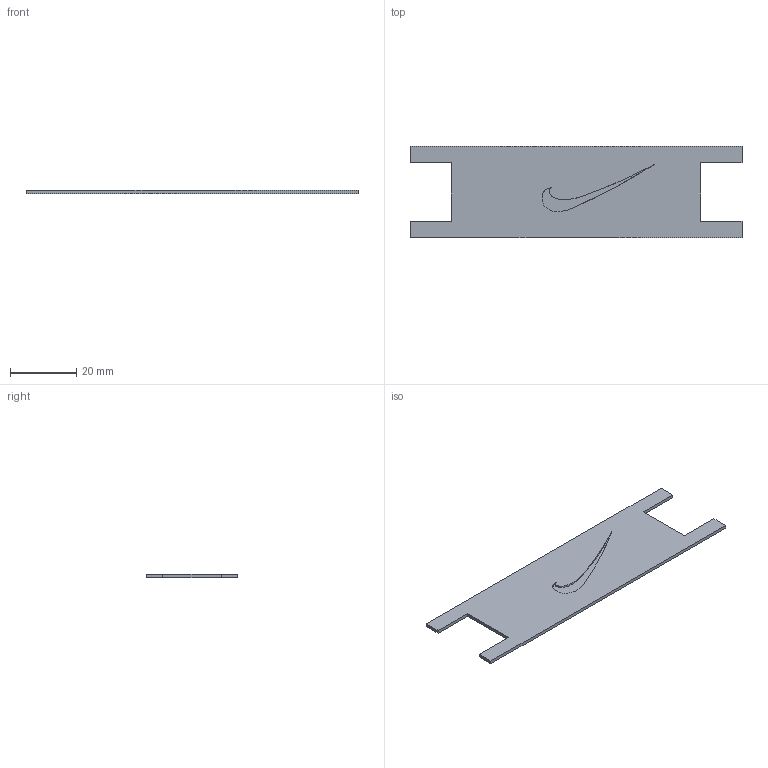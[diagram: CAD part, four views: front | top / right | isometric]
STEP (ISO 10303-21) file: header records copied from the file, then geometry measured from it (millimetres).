
FILE_DESCRIPTION (( 'STEP AP214' ), '1' );
FILE_NAME ('strap_stp.STEP', '2024-05-05T14:31:32', ( '' ), ( '' ), 'SwSTEP 2.0', 'SolidWorks 2019', '' );
FILE_SCHEMA (( 'AUTOMOTIVE_DESIGN' ));
Length unit declared in the file: centimetre
Products named in the file (1): strap_stp
Bounding box: 100 x 27.5 x 1 mm (x, y, z)
Volume: 2277.9 mm3; surface area: 4970.5 mm2
Topology: 1 solids, 1 shells, 17 faces, 42 edges, 28 vertices
Faces by surface type: plane 15, bspline 2
Entity records: 562 total; most frequent: CARTESIAN_POINT 134, ORIENTED_EDGE 84, DIRECTION 70, EDGE_CURVE 42, LINE 38, VECTOR 38, VERTEX_POINT 28, EDGE_LOOP 18
